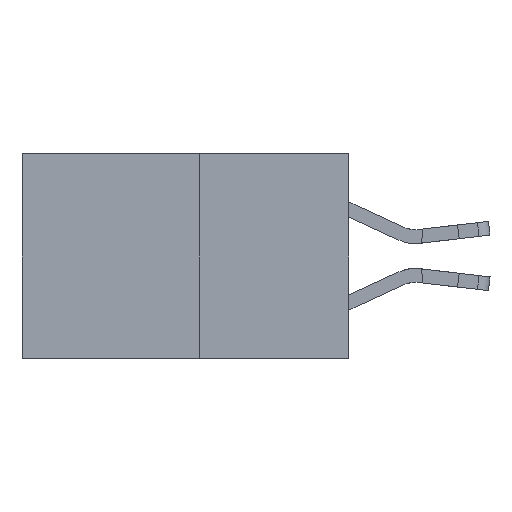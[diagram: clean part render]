
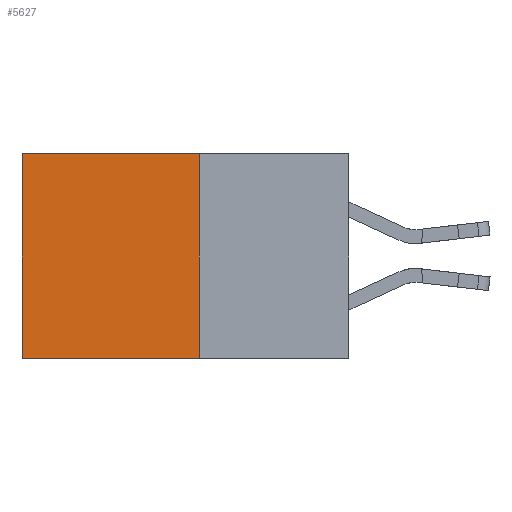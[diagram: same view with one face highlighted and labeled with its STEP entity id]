
A CAD part, left-side view. The second image highlights one B-rep face of the part: STEP entity #5627.
In plain terms, the highlighted planar face has unit normal (-1, 0, 0).
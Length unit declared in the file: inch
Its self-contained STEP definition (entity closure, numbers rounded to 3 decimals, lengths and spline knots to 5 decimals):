
#77 = CARTESIAN_POINT ( 'NONE',  ( 0.277, 0.27, -0.37 ) ) ;
#1722 = DIRECTION ( 'NONE',  ( 0., 1., 0. ) ) ;
#1774 = VECTOR ( 'NONE', #13592, 39.37008 ) ;
#2162 = CARTESIAN_POINT ( 'NONE',  ( 0.277, 0.27, 0. ) ) ;
#2222 = CARTESIAN_POINT ( 'NONE',  ( 0.277, 0.59, -0.37 ) ) ;
#3127 = CARTESIAN_POINT ( 'NONE',  ( 0.277, 0.27, -0.37 ) ) ;
#3230 = VERTEX_POINT ( 'NONE', #15668 ) ;
#3579 = EDGE_CURVE ( 'NONE', #11505, #15554, #21445, .T. ) ;
#3624 = DIRECTION ( 'NONE',  ( 0., 0., -1. ) ) ;
#3880 = ORIENTED_EDGE ( 'NONE', *, *, #21308, .F. ) ;
#4975 = ORIENTED_EDGE ( 'NONE', *, *, #16365, .F. ) ;
#5627 = ADVANCED_FACE ( 'NONE', ( #17694 ), #10570, .F. ) ;
#5651 = VECTOR ( 'NONE', #5755, 39.37008 ) ;
#5755 = DIRECTION ( 'NONE',  ( 0., 0., -1. ) ) ;
#7634 = CARTESIAN_POINT ( 'NONE',  ( 0.277, 0.59, 0. ) ) ;
#7833 = VECTOR ( 'NONE', #1722, 39.37008 ) ;
#8174 = LINE ( 'NONE', #8290, #11178 ) ;
#8290 = CARTESIAN_POINT ( 'NONE',  ( 0.277, 0.27, -0.37 ) ) ;
#10086 = EDGE_CURVE ( 'NONE', #15554, #3230, #10308, .T. ) ;
#10097 = ORIENTED_EDGE ( 'NONE', *, *, #3579, .T. ) ;
#10255 = CARTESIAN_POINT ( 'NONE',  ( 0.277, 0.27, -0.37 ) ) ;
#10308 = LINE ( 'NONE', #2222, #5651 ) ;
#10570 = PLANE ( 'NONE',  #17280 ) ;
#10764 = CARTESIAN_POINT ( 'NONE',  ( 0.277, 0.27, 0. ) ) ;
#11072 = LINE ( 'NONE', #3127, #1774 ) ;
#11178 = VECTOR ( 'NONE', #11796, 39.37008 ) ;
#11505 = VERTEX_POINT ( 'NONE', #10764 ) ;
#11796 = DIRECTION ( 'NONE',  ( 0., 0., -1. ) ) ;
#13592 = DIRECTION ( 'NONE',  ( 0., 1., 0. ) ) ;
#14074 = DIRECTION ( 'NONE',  ( 1., 0., 0. ) ) ;
#15554 = VERTEX_POINT ( 'NONE', #7634 ) ;
#15668 = CARTESIAN_POINT ( 'NONE',  ( 0.277, 0.59, -0.37 ) ) ;
#16267 = EDGE_LOOP ( 'NONE', ( #16726, #3880, #4975, #10097 ) ) ;
#16365 = EDGE_CURVE ( 'NONE', #11505, #19869, #8174, .T. ) ;
#16726 = ORIENTED_EDGE ( 'NONE', *, *, #10086, .T. ) ;
#17280 = AXIS2_PLACEMENT_3D ( 'NONE', #77, #14074, #3624 ) ;
#17694 = FACE_OUTER_BOUND ( 'NONE', #16267, .T. ) ;
#19869 = VERTEX_POINT ( 'NONE', #10255 ) ;
#21308 = EDGE_CURVE ( 'NONE', #19869, #3230, #11072, .T. ) ;
#21445 = LINE ( 'NONE', #2162, #7833 ) ;
